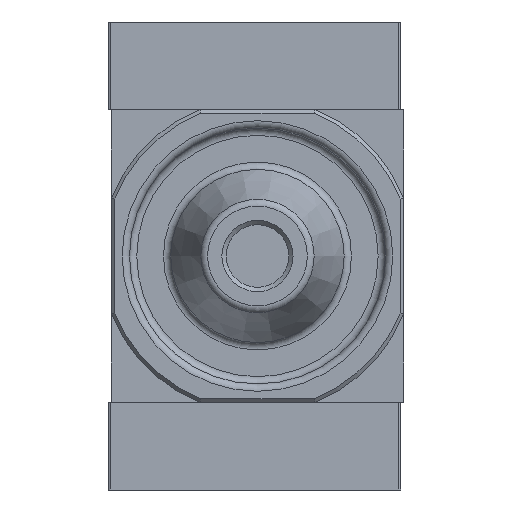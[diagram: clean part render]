
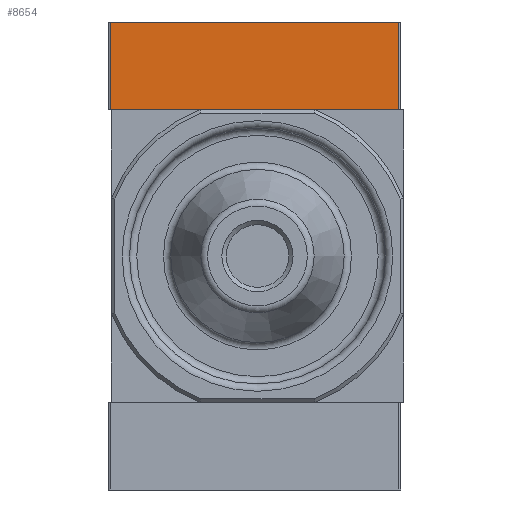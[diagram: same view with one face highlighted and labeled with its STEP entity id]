
A CAD part, front view. The second image highlights one B-rep face of the part: STEP entity #8654.
In plain terms, the highlighted planar face has unit normal (0, -1, 0).
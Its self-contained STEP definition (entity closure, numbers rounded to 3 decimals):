
#648=LINE('',#13516,#1072);
#658=LINE('',#13564,#1082);
#659=LINE('',#13568,#1083);
#660=LINE('',#13570,#1084);
#1072=VECTOR('',#11239,1000.);
#1082=VECTOR('',#11281,1000.);
#1083=VECTOR('',#11286,1000.);
#1084=VECTOR('',#11287,1000.);
#2578=ORIENTED_EDGE('',*,*,#3784,.T.);
#2579=ORIENTED_EDGE('',*,*,#3810,.F.);
#2580=ORIENTED_EDGE('',*,*,#3811,.F.);
#2581=ORIENTED_EDGE('',*,*,#3808,.T.);
#3784=EDGE_CURVE('',#4530,#4529,#648,.T.);
#3808=EDGE_CURVE('',#4552,#4530,#658,.T.);
#3810=EDGE_CURVE('',#4553,#4529,#659,.T.);
#3811=EDGE_CURVE('',#4552,#4553,#660,.T.);
#4529=VERTEX_POINT('',#13515);
#4530=VERTEX_POINT('',#13517);
#4552=VERTEX_POINT('',#13565);
#4553=VERTEX_POINT('',#13569);
#5563=EDGE_LOOP('',(#2578,#2579,#2580,#2581));
#6127=FACE_BOUND('',#5563,.T.);
#6434=PLANE('',#9459);
#8654=ADVANCED_FACE('',(#6127),#6434,.F.);
#9459=AXIS2_PLACEMENT_3D('',#13567,#11284,#11285);
#11239=DIRECTION('',(1.,0.,0.));
#11281=DIRECTION('',(0.,0.,-1.));
#11284=DIRECTION('',(0.,1.,0.));
#11285=DIRECTION('',(0.,0.,1.));
#11286=DIRECTION('',(0.,0.,-1.));
#11287=DIRECTION('',(1.,0.,0.));
#13515=CARTESIAN_POINT('',(19.7,-10.,-6.));
#13516=CARTESIAN_POINT('',(-19.7,-10.,-6.));
#13517=CARTESIAN_POINT('',(-19.7,-10.,-6.));
#13564=CARTESIAN_POINT('',(-19.7,-10.,6.));
#13565=CARTESIAN_POINT('',(-19.7,-10.,6.));
#13567=CARTESIAN_POINT('',(-19.7,-10.,6.));
#13568=CARTESIAN_POINT('',(19.7,-10.,6.));
#13569=CARTESIAN_POINT('',(19.7,-10.,6.));
#13570=CARTESIAN_POINT('',(-19.7,-10.,6.));
